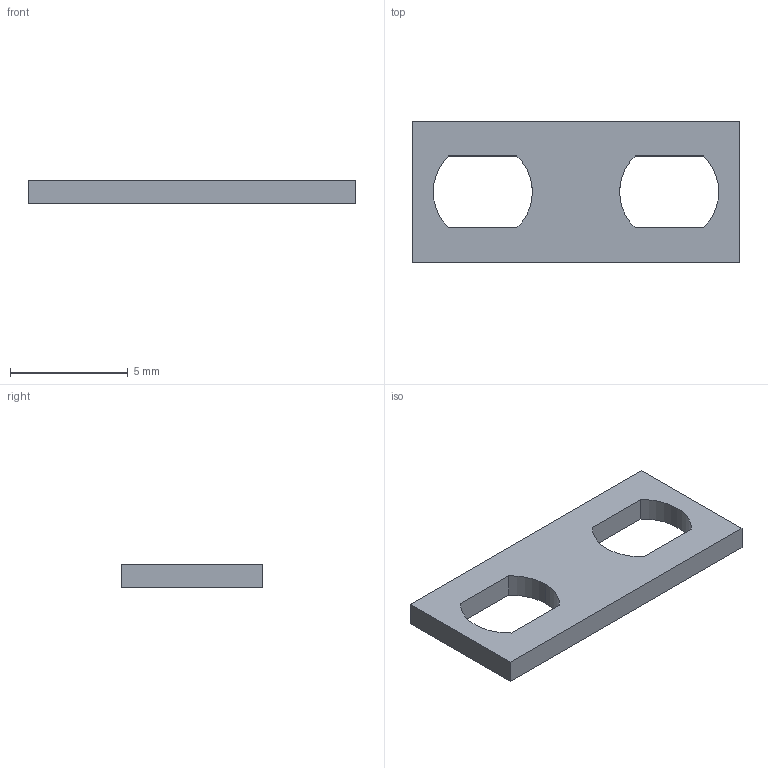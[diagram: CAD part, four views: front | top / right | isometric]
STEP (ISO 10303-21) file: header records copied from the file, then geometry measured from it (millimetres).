
FILE_DESCRIPTION(('CATIA V5 STEP Exchange','CAx-IF Rec.Pracs.--- Model Styling and Organization---1.4--- 2014-01-23'),'2;1');
FILE_NAME ('001168-2_0_0194300000_0194300000_S.stp','2021-05-07T11:49:06+00:00',('none'),('Weidmueller'),'CATIA Version 5-6 Release 2016 SP3 HF44','CATIA V5 STEP AP214','none');
FILE_SCHEMA(('AUTOMOTIVE_DESIGN { 1 0 10303 214 1 1 1 1 }'));
Length unit declared in the file: millimetre
Products named in the file (1): CATPart8
Bounding box: 13.9 x 6 x 1 mm (x, y, z)
Volume: 60.3 mm3; surface area: 185.5 mm2
Topology: 1 solids, 1 shells, 15 faces, 39 edges, 26 vertices
Faces by surface type: plane 10, cylinder 5
Entity records: 480 total; most frequent: CARTESIAN_POINT 79, ORIENTED_EDGE 78, DIRECTION 65, EDGE_CURVE 39, VECTOR 29, LINE 29, VERTEX_POINT 26, AXIS2_PLACEMENT_3D 24
